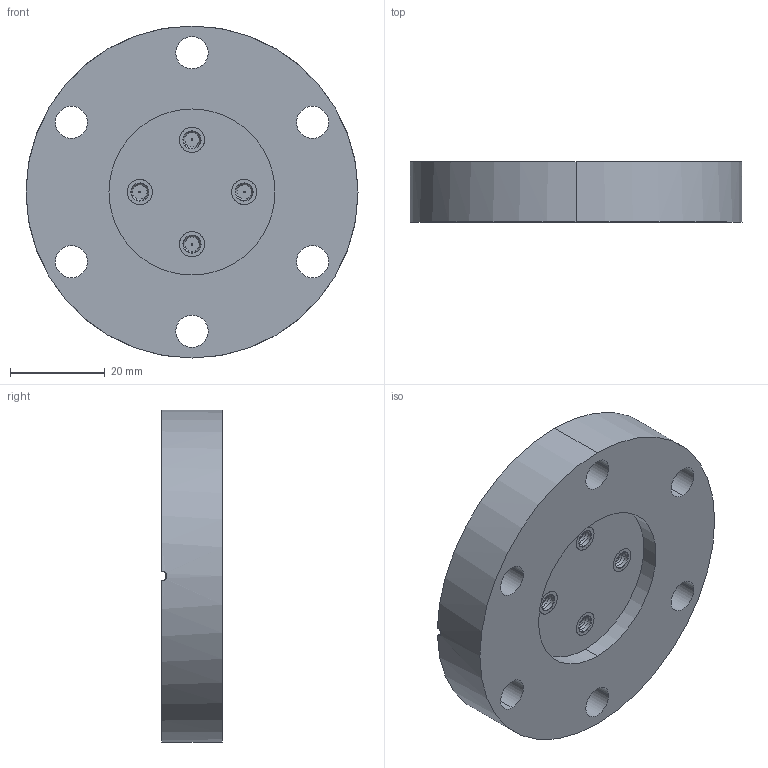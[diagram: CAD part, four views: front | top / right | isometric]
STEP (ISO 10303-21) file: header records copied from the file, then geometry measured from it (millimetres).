
FILE_DESCRIPTION (( 'STEP AP214' ), '1' );
FILE_NAME ('242-SMPD-LD-C40-4_00.STEP', '2024-10-11T10:03:25', ( '' ), ( '' ), 'SwSTEP 2.0', 'SolidWorks 2022', '' );
FILE_SCHEMA (( 'AUTOMOTIVE_DESIGN' ));
Length unit declared in the file: millimetre
Products named in the file (3): 9242-SMPD-C40-X_9242-SMPD-C40-4; 242-SMPD-LD; 242-SMPD-LD-C40-4_00
Assembly tree (5 placements, depth 2):
  242-SMPD-LD-C40-4_00
    9242-SMPD-C40-X_9242-SMPD-C40-4
    242-SMPD-LD  x4
Bounding box: 70 x 12.7 x 70 mm (x, y, z)
Volume: 40195.1 mm3; surface area: 13725.5 mm2
Topology: 9 solids, 9 shells, 183 faces, 406 edges, 234 vertices
Faces by surface type: cylinder 92, cone 52, plane 21, sphere 16, torus 2
Entity records: 2383 total; most frequent: DIRECTION 436, CARTESIAN_POINT 419, ORIENTED_EDGE 340, AXIS2_PLACEMENT_3D 187, EDGE_CURVE 170, CIRCLE 104, VERTEX_POINT 104, EDGE_LOOP 98
